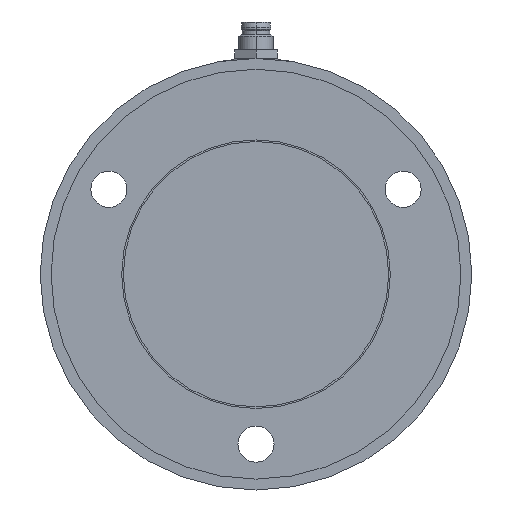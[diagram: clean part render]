
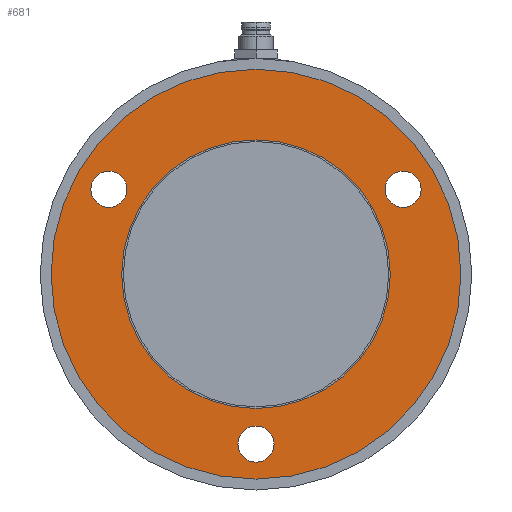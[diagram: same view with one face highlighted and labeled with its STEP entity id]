
A CAD part, front view. The second image highlights one B-rep face of the part: STEP entity #681.
In plain terms, the highlighted planar face has unit normal (0, -1, 0).
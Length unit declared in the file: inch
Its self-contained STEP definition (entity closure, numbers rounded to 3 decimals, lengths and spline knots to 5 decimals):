
#9 = EDGE_CURVE ( 'NONE', #3693, #3424, #2537, .T. ) ;
#67 = FACE_BOUND ( 'NONE', #2298, .T. ) ;
#87 = AXIS2_PLACEMENT_3D ( 'NONE', #1734, #3906, #3125 ) ;
#91 = AXIS2_PLACEMENT_3D ( 'NONE', #2375, #2038, #3825 ) ;
#109 = CARTESIAN_POINT ( 'NONE',  ( 1.35316, 0., 0.94725 ) ) ;
#124 = EDGE_LOOP ( 'NONE', ( #3614, #3845 ) ) ;
#126 = DIRECTION ( 'NONE',  ( 0., -1., 0. ) ) ;
#179 = CARTESIAN_POINT ( 'NONE',  ( 1.35316, 0., 0.78125 ) ) ;
#191 = DIRECTION ( 'NONE',  ( 0., 0., -1. ) ) ;
#238 = DIRECTION ( 'NONE',  ( 0., -1., 0. ) ) ;
#372 = EDGE_CURVE ( 'NONE', #3424, #3693, #2929, .T. ) ;
#407 = VERTEX_POINT ( 'NONE', #2264 ) ;
#564 = EDGE_CURVE ( 'NONE', #3883, #795, #1194, .T. ) ;
#611 = EDGE_CURVE ( 'NONE', #407, #1143, #1970, .T. ) ;
#631 = AXIS2_PLACEMENT_3D ( 'NONE', #1990, #2773, #2421 ) ;
#681 = ADVANCED_FACE ( 'NONE', ( #2405, #3120, #67, #778, #3882 ), #1084, .F. ) ;
#778 = FACE_BOUND ( 'NONE', #124, .T. ) ;
#795 = VERTEX_POINT ( 'NONE', #1509 ) ;
#796 = EDGE_CURVE ( 'NONE', #1143, #407, #2719, .T. ) ;
#823 = CARTESIAN_POINT ( 'NONE',  ( -1.35316, 0., 0.78125 ) ) ;
#840 = AXIS2_PLACEMENT_3D ( 'NONE', #3770, #1074, #2738 ) ;
#930 = DIRECTION ( 'NONE',  ( 0., 0., -1. ) ) ;
#1046 = AXIS2_PLACEMENT_3D ( 'NONE', #2214, #2955, #3915 ) ;
#1061 = AXIS2_PLACEMENT_3D ( 'NONE', #3617, #126, #191 ) ;
#1074 = DIRECTION ( 'NONE',  ( 0., 1., 0. ) ) ;
#1084 = PLANE ( 'NONE',  #91 ) ;
#1085 = VERTEX_POINT ( 'NONE', #3221 ) ;
#1128 = CIRCLE ( 'NONE', #631, 0.166 ) ;
#1143 = VERTEX_POINT ( 'NONE', #1225 ) ;
#1194 = CIRCLE ( 'NONE', #3636, 1.885 ) ;
#1225 = CARTESIAN_POINT ( 'NONE',  ( -1.35316, 0., 0.94725 ) ) ;
#1229 = EDGE_LOOP ( 'NONE', ( #4196, #3604 ) ) ;
#1347 = EDGE_CURVE ( 'NONE', #2232, #1085, #3500, .T. ) ;
#1509 = CARTESIAN_POINT ( 'NONE',  ( 0., 0., 1.885 ) ) ;
#1674 = ORIENTED_EDGE ( 'NONE', *, *, #564, .T. ) ;
#1728 = EDGE_LOOP ( 'NONE', ( #1937, #3658 ) ) ;
#1734 = CARTESIAN_POINT ( 'NONE',  ( -1.35316, 0., 0.78125 ) ) ;
#1937 = ORIENTED_EDGE ( 'NONE', *, *, #796, .T. ) ;
#1970 = CIRCLE ( 'NONE', #87, 0.166 ) ;
#1990 = CARTESIAN_POINT ( 'NONE',  ( 0., 0., -1.5625 ) ) ;
#2038 = DIRECTION ( 'NONE',  ( 0., 1., 0. ) ) ;
#2053 = VERTEX_POINT ( 'NONE', #3374 ) ;
#2087 = AXIS2_PLACEMENT_3D ( 'NONE', #179, #3535, #3185 ) ;
#2158 = EDGE_CURVE ( 'NONE', #2053, #3834, #1128, .T. ) ;
#2214 = CARTESIAN_POINT ( 'NONE',  ( 0., 0., 0. ) ) ;
#2232 = VERTEX_POINT ( 'NONE', #109 ) ;
#2264 = CARTESIAN_POINT ( 'NONE',  ( -1.35316, 0., 0.61525 ) ) ;
#2298 = EDGE_LOOP ( 'NONE', ( #4182, #3540 ) ) ;
#2342 = EDGE_LOOP ( 'NONE', ( #1674, #3438 ) ) ;
#2375 = CARTESIAN_POINT ( 'NONE',  ( -1.235, 0., 0. ) ) ;
#2405 = FACE_BOUND ( 'NONE', #1728, .T. ) ;
#2421 = DIRECTION ( 'NONE',  ( 0., 0., 1. ) ) ;
#2526 = DIRECTION ( 'NONE',  ( 0., 0., 1. ) ) ;
#2537 = CIRCLE ( 'NONE', #1046, 1.235 ) ;
#2719 = CIRCLE ( 'NONE', #3309, 0.166 ) ;
#2738 = DIRECTION ( 'NONE',  ( 0., 0., 1. ) ) ;
#2773 = DIRECTION ( 'NONE',  ( 0., 1., 0. ) ) ;
#2837 = AXIS2_PLACEMENT_3D ( 'NONE', #4323, #3629, #2526 ) ;
#2929 = CIRCLE ( 'NONE', #1061, 1.235 ) ;
#2955 = DIRECTION ( 'NONE',  ( 0., -1., 0. ) ) ;
#3017 = CARTESIAN_POINT ( 'NONE',  ( 0., 0., -1.885 ) ) ;
#3051 = EDGE_CURVE ( 'NONE', #795, #3883, #4368, .T. ) ;
#3120 = FACE_BOUND ( 'NONE', #1229, .T. ) ;
#3125 = DIRECTION ( 'NONE',  ( 0., 0., 1. ) ) ;
#3184 = DIRECTION ( 'NONE',  ( 0., -1., 0. ) ) ;
#3185 = DIRECTION ( 'NONE',  ( 0., 0., 1. ) ) ;
#3216 = DIRECTION ( 'NONE',  ( 0., 0., -1. ) ) ;
#3221 = CARTESIAN_POINT ( 'NONE',  ( 1.35316, 0., 0.61525 ) ) ;
#3248 = CARTESIAN_POINT ( 'NONE',  ( 0., 0., -1.7285 ) ) ;
#3255 = CARTESIAN_POINT ( 'NONE',  ( 0., 0., 0. ) ) ;
#3264 = CIRCLE ( 'NONE', #2087, 0.166 ) ;
#3277 = CIRCLE ( 'NONE', #840, 0.166 ) ;
#3305 = CARTESIAN_POINT ( 'NONE',  ( 0., 0., 0. ) ) ;
#3309 = AXIS2_PLACEMENT_3D ( 'NONE', #823, #3922, #4313 ) ;
#3374 = CARTESIAN_POINT ( 'NONE',  ( 0., 0., -1.3965 ) ) ;
#3424 = VERTEX_POINT ( 'NONE', #3984 ) ;
#3438 = ORIENTED_EDGE ( 'NONE', *, *, #3051, .T. ) ;
#3500 = CIRCLE ( 'NONE', #2837, 0.166 ) ;
#3535 = DIRECTION ( 'NONE',  ( 0., 1., 0. ) ) ;
#3540 = ORIENTED_EDGE ( 'NONE', *, *, #3596, .T. ) ;
#3596 = EDGE_CURVE ( 'NONE', #3834, #2053, #3277, .T. ) ;
#3604 = ORIENTED_EDGE ( 'NONE', *, *, #4178, .T. ) ;
#3614 = ORIENTED_EDGE ( 'NONE', *, *, #372, .F. ) ;
#3617 = CARTESIAN_POINT ( 'NONE',  ( 0., 0., 0. ) ) ;
#3629 = DIRECTION ( 'NONE',  ( 0., 1., 0. ) ) ;
#3636 = AXIS2_PLACEMENT_3D ( 'NONE', #3305, #238, #930 ) ;
#3658 = ORIENTED_EDGE ( 'NONE', *, *, #611, .T. ) ;
#3693 = VERTEX_POINT ( 'NONE', #4275 ) ;
#3770 = CARTESIAN_POINT ( 'NONE',  ( 0., 0., -1.5625 ) ) ;
#3825 = DIRECTION ( 'NONE',  ( 0., 0., 1. ) ) ;
#3834 = VERTEX_POINT ( 'NONE', #3248 ) ;
#3845 = ORIENTED_EDGE ( 'NONE', *, *, #9, .F. ) ;
#3856 = AXIS2_PLACEMENT_3D ( 'NONE', #3255, #3184, #3216 ) ;
#3882 = FACE_OUTER_BOUND ( 'NONE', #2342, .T. ) ;
#3883 = VERTEX_POINT ( 'NONE', #3017 ) ;
#3906 = DIRECTION ( 'NONE',  ( 0., 1., 0. ) ) ;
#3915 = DIRECTION ( 'NONE',  ( 0., 0., -1. ) ) ;
#3922 = DIRECTION ( 'NONE',  ( 0., 1., 0. ) ) ;
#3984 = CARTESIAN_POINT ( 'NONE',  ( 0., 0., -1.235 ) ) ;
#4178 = EDGE_CURVE ( 'NONE', #1085, #2232, #3264, .T. ) ;
#4182 = ORIENTED_EDGE ( 'NONE', *, *, #2158, .T. ) ;
#4196 = ORIENTED_EDGE ( 'NONE', *, *, #1347, .T. ) ;
#4275 = CARTESIAN_POINT ( 'NONE',  ( 0., 0., 1.235 ) ) ;
#4313 = DIRECTION ( 'NONE',  ( 0., 0., 1. ) ) ;
#4323 = CARTESIAN_POINT ( 'NONE',  ( 1.35316, 0., 0.78125 ) ) ;
#4368 = CIRCLE ( 'NONE', #3856, 1.885 ) ;
